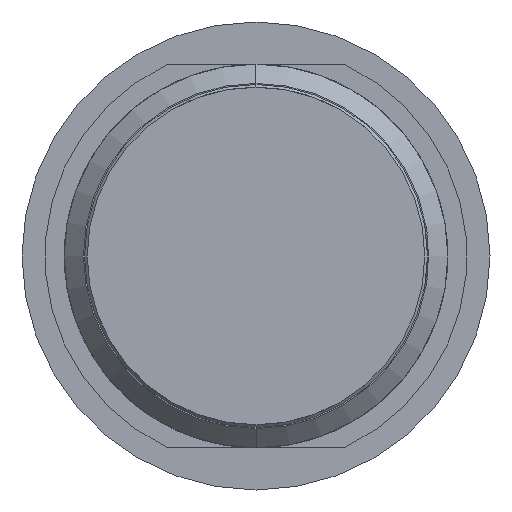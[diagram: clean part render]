
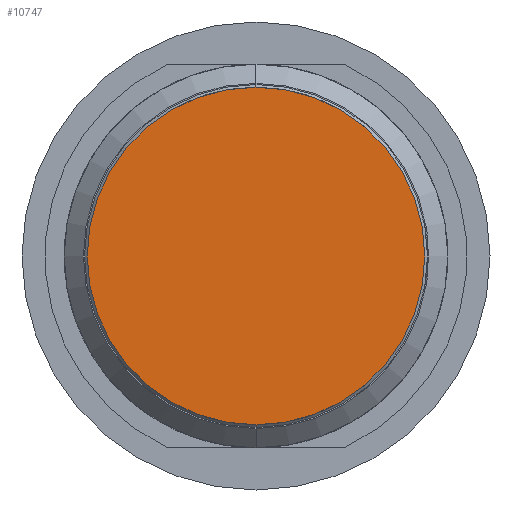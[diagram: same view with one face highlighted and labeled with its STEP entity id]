
A CAD part, front view. The second image highlights one B-rep face of the part: STEP entity #10747.
In plain terms, the highlighted planar face has unit normal (0, -1, 0).
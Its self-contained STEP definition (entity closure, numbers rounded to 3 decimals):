
#766 = DIRECTION ( 'NONE',  ( 1., 0., 0. ) ) ;
#1093 = CARTESIAN_POINT ( 'NONE',  ( 0., 0., 0. ) ) ;
#1531 = AXIS2_PLACEMENT_3D ( 'NONE', #1093, #9636, #2311 ) ;
#2108 = EDGE_LOOP ( 'NONE', ( #8743, #2324 ) ) ;
#2123 = CIRCLE ( 'NONE', #1531, 2.2 ) ;
#2311 = DIRECTION ( 'NONE',  ( -1., 0., 0. ) ) ;
#2324 = ORIENTED_EDGE ( 'NONE', *, *, #11682, .T. ) ;
#2586 = VERTEX_POINT ( 'NONE', #12775 ) ;
#2761 = CARTESIAN_POINT ( 'NONE',  ( 0., 0., 0. ) ) ;
#3685 = AXIS2_PLACEMENT_3D ( 'NONE', #7021, #5704, #766 ) ;
#3805 = CIRCLE ( 'NONE', #5529, 2.2 ) ;
#5060 = FACE_OUTER_BOUND ( 'NONE', #2108, .T. ) ;
#5208 = DIRECTION ( 'NONE',  ( 0., -1., 0. ) ) ;
#5529 = AXIS2_PLACEMENT_3D ( 'NONE', #2761, #5208, #15180 ) ;
#5704 = DIRECTION ( 'NONE',  ( 0., 1., 0. ) ) ;
#7021 = CARTESIAN_POINT ( 'NONE',  ( 0., 0., -1.9 ) ) ;
#8743 = ORIENTED_EDGE ( 'NONE', *, *, #14151, .T. ) ;
#9636 = DIRECTION ( 'NONE',  ( 0., -1., 0. ) ) ;
#10747 = ADVANCED_FACE ( 'Defeature ausgef�hrt1_30', ( #5060 ), #15396, .F. ) ;
#11682 = EDGE_CURVE ( 'Defeature ausgef�hrt1_30+Defeature ausgef�hrt1_31+Defeature ausgef�hrt1_31+Defeature ausgef�hrt1_31', #2586, #13088, #2123, .T. ) ;
#12775 = CARTESIAN_POINT ( 'NONE',  ( 2.2, 0., 0. ) ) ;
#13088 = VERTEX_POINT ( 'NONE', #15225 ) ;
#14151 = EDGE_CURVE ( 'Defeature ausgef�hrt1_30+Defeature ausgef�hrt1_31+Defeature ausgef�hrt1_31+Defeature ausgef�hrt1_31', #13088, #2586, #3805, .T. ) ;
#15180 = DIRECTION ( 'NONE',  ( -1., 0., 0. ) ) ;
#15225 = CARTESIAN_POINT ( 'NONE',  ( -2.2, 0., 0. ) ) ;
#15396 = PLANE ( 'NONE',  #3685 ) ;
